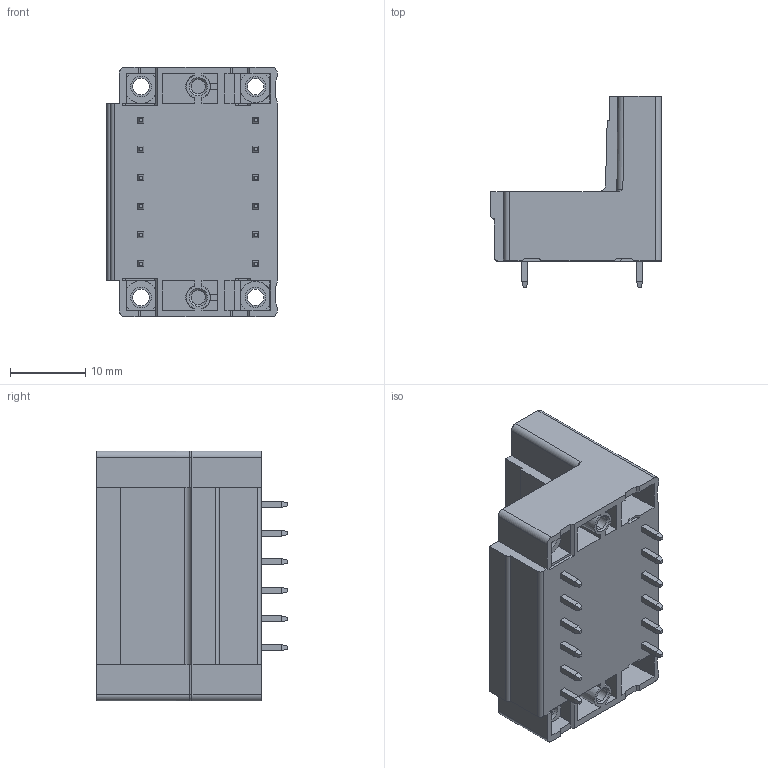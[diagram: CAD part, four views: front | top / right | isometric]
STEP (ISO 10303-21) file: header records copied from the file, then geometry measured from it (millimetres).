
FILE_DESCRIPTION((''),'2;1');
FILE_NAME('TLPHDW-105V-1','2024-09-23T10:53:58',('sheji109'),(''),'CREO PARAMETRIC BY PTC INC, 2018100','CREO PARAMETRIC BY PTC INC, 2018100','');
FILE_SCHEMA(('CONFIG_CONTROL_DESIGN'));
Length unit declared in the file: millimetre
Products named in the file (1): TLPHDW-105V-1
Bounding box: 22.7 x 25.4 x 33.25 mm (x, y, z)
Volume: 6916.3 mm3; surface area: 7989.4 mm2
Topology: 1 solids, 1 shells, 877 faces, 2296 edges, 1478 vertices
Faces by surface type: plane 746, cylinder 103, cone 20, sphere 6, bspline 2
Entity records: 26658 total; most frequent: CARTESIAN_POINT 4949, ORIENTED_EDGE 4580, DIRECTION 4253, EDGE_CURVE 2290, VECTOR 1947, LINE 1947, VERTEX_POINT 1478, AXIS2_PLACEMENT_3D 1153
